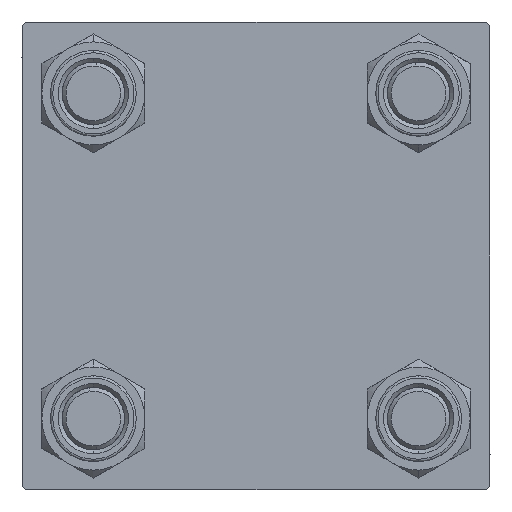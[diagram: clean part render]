
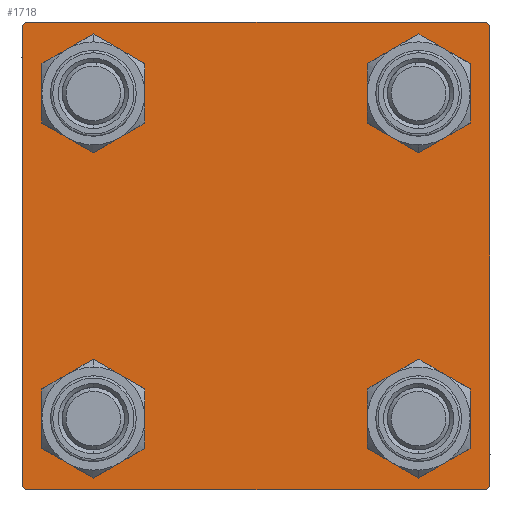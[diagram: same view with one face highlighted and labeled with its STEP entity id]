
A CAD part, left-side view. The second image highlights one B-rep face of the part: STEP entity #1718.
In plain terms, the highlighted planar face has unit normal (-1, 0, 0).
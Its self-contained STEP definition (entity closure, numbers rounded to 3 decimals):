
#84 = DIRECTION ( 'NONE',  ( 1., 0., 0. ) ) ;
#586 = LINE ( 'NONE', #12027, #43125 ) ;
#1131 = VERTEX_POINT ( 'NONE', #2388 ) ;
#1362 = EDGE_CURVE ( 'NONE', #33705, #1131, #36196, .T. ) ;
#1610 = DIRECTION ( 'NONE',  ( 0., -0.707, 0.707 ) ) ;
#1668 = VECTOR ( 'NONE', #36379, 1000. ) ;
#1718 = ADVANCED_FACE ( 'NONE', ( #31692, #27876, #43371, #8590, #31936 ), #43614, .T. ) ;
#2388 = CARTESIAN_POINT ( 'NONE',  ( 0., -20.85, 16.35 ) ) ;
#2446 = ORIENTED_EDGE ( 'NONE', *, *, #19596, .T. ) ;
#2795 = LINE ( 'NONE', #38328, #36304 ) ;
#3050 = CARTESIAN_POINT ( 'NONE',  ( 0., 20.85, 20.85 ) ) ;
#3407 = CARTESIAN_POINT ( 'NONE',  ( 0., -29.5, 30. ) ) ;
#3511 = CIRCLE ( 'NONE', #48871, 4.5 ) ;
#3737 = CIRCLE ( 'NONE', #48315, 4.5 ) ;
#3796 = DIRECTION ( 'NONE',  ( 0., 0., -1. ) ) ;
#4071 = CARTESIAN_POINT ( 'NONE',  ( 0., -30., 29.5 ) ) ;
#4138 = CARTESIAN_POINT ( 'NONE',  ( 0., -20.85, -20.85 ) ) ;
#4220 = LINE ( 'NONE', #8529, #27033 ) ;
#4610 = EDGE_CURVE ( 'NONE', #23241, #6121, #27303, .T. ) ;
#5511 = DIRECTION ( 'NONE',  ( 0., 0., 1. ) ) ;
#5993 = DIRECTION ( 'NONE',  ( 0., 0., 1. ) ) ;
#6121 = VERTEX_POINT ( 'NONE', #26349 ) ;
#6212 = EDGE_CURVE ( 'NONE', #40141, #17038, #10619, .T. ) ;
#6568 = ORIENTED_EDGE ( 'NONE', *, *, #21078, .T. ) ;
#6810 = DIRECTION ( 'NONE',  ( 0., -0.707, -0.707 ) ) ;
#6983 = CARTESIAN_POINT ( 'NONE',  ( 0., 29.5, -30. ) ) ;
#7027 = CARTESIAN_POINT ( 'NONE',  ( 0., 20.85, -20.85 ) ) ;
#7222 = CARTESIAN_POINT ( 'NONE',  ( 0., 20.85, -20.85 ) ) ;
#7465 = DIRECTION ( 'NONE',  ( 0., 0., 1. ) ) ;
#8529 = CARTESIAN_POINT ( 'NONE',  ( 0., 29.75, 29.75 ) ) ;
#8590 = FACE_BOUND ( 'NONE', #31797, .T. ) ;
#8644 = EDGE_CURVE ( 'NONE', #14339, #40141, #2795, .T. ) ;
#8754 = CARTESIAN_POINT ( 'NONE',  ( 0., -29.75, -29.75 ) ) ;
#9070 = CARTESIAN_POINT ( 'NONE',  ( 0., -20.85, 25.35 ) ) ;
#9165 = VERTEX_POINT ( 'NONE', #16817 ) ;
#9618 = ORIENTED_EDGE ( 'NONE', *, *, #8644, .T. ) ;
#10619 = LINE ( 'NONE', #41589, #12712 ) ;
#10646 = ORIENTED_EDGE ( 'NONE', *, *, #22213, .F. ) ;
#11628 = DIRECTION ( 'NONE',  ( 0., 0.707, 0.707 ) ) ;
#12027 = CARTESIAN_POINT ( 'NONE',  ( 0., -30., 30. ) ) ;
#12558 = CARTESIAN_POINT ( 'NONE',  ( 0., 30., 30. ) ) ;
#12712 = VECTOR ( 'NONE', #6810, 1000. ) ;
#13433 = VERTEX_POINT ( 'NONE', #35192 ) ;
#13777 = CARTESIAN_POINT ( 'NONE',  ( 0., -30., -29.5 ) ) ;
#14222 = DIRECTION ( 'NONE',  ( 1., 0., 0. ) ) ;
#14339 = VERTEX_POINT ( 'NONE', #27731 ) ;
#15653 = CARTESIAN_POINT ( 'NONE',  ( 0., -20.85, -25.35 ) ) ;
#15663 = AXIS2_PLACEMENT_3D ( 'NONE', #7222, #84, #7465 ) ;
#15761 = CIRCLE ( 'NONE', #49109, 4.5 ) ;
#15874 = LINE ( 'NONE', #12558, #19677 ) ;
#15951 = AXIS2_PLACEMENT_3D ( 'NONE', #37509, #21248, #5511 ) ;
#16078 = DIRECTION ( 'NONE',  ( 0., 0., -1. ) ) ;
#16817 = CARTESIAN_POINT ( 'NONE',  ( 0., 20.85, 25.35 ) ) ;
#17038 = VERTEX_POINT ( 'NONE', #6983 ) ;
#17921 = VECTOR ( 'NONE', #11628, 1000. ) ;
#18043 = CIRCLE ( 'NONE', #31040, 4.5 ) ;
#18619 = EDGE_LOOP ( 'NONE', ( #48628, #33996 ) ) ;
#18945 = ORIENTED_EDGE ( 'NONE', *, *, #43834, .T. ) ;
#19218 = DIRECTION ( 'NONE',  ( 0., 0., 1. ) ) ;
#19596 = EDGE_CURVE ( 'NONE', #17038, #13433, #40434, .T. ) ;
#19617 = DIRECTION ( 'NONE',  ( 1., 0., 0. ) ) ;
#19655 = CARTESIAN_POINT ( 'NONE',  ( 0., 20.85, -25.35 ) ) ;
#19677 = VECTOR ( 'NONE', #32097, 1000. ) ;
#19861 = DIRECTION ( 'NONE',  ( 0., 0., 1. ) ) ;
#19950 = DIRECTION ( 'NONE',  ( 1., 0., 0. ) ) ;
#20881 = CARTESIAN_POINT ( 'NONE',  ( 0., 30., -30. ) ) ;
#21078 = EDGE_CURVE ( 'NONE', #21719, #45548, #27115, .T. ) ;
#21248 = DIRECTION ( 'NONE',  ( -1., 0., 0. ) ) ;
#21429 = CARTESIAN_POINT ( 'NONE',  ( 0., 29.5, 30. ) ) ;
#21483 = CARTESIAN_POINT ( 'NONE',  ( 0., -20.85, 20.85 ) ) ;
#21568 = DIRECTION ( 'NONE',  ( 1., 0., 0. ) ) ;
#21719 = VERTEX_POINT ( 'NONE', #4071 ) ;
#22124 = VERTEX_POINT ( 'NONE', #21429 ) ;
#22213 = EDGE_CURVE ( 'NONE', #21719, #24585, #586, .T. ) ;
#22228 = ORIENTED_EDGE ( 'NONE', *, *, #32155, .T. ) ;
#22535 = CARTESIAN_POINT ( 'NONE',  ( 0., 20.85, 20.85 ) ) ;
#22948 = VECTOR ( 'NONE', #1610, 1000. ) ;
#23241 = VERTEX_POINT ( 'NONE', #15653 ) ;
#23992 = ORIENTED_EDGE ( 'NONE', *, *, #32710, .T. ) ;
#24585 = VERTEX_POINT ( 'NONE', #13777 ) ;
#24791 = EDGE_CURVE ( 'NONE', #1131, #33705, #3511, .T. ) ;
#25357 = CIRCLE ( 'NONE', #15663, 4.5 ) ;
#25368 = CARTESIAN_POINT ( 'NONE',  ( 0., -20.85, 20.85 ) ) ;
#26054 = DIRECTION ( 'NONE',  ( 1., 0., 0. ) ) ;
#26095 = EDGE_CURVE ( 'NONE', #22124, #14339, #4220, .T. ) ;
#26349 = CARTESIAN_POINT ( 'NONE',  ( 0., -20.85, -16.35 ) ) ;
#27033 = VECTOR ( 'NONE', #39004, 1000. ) ;
#27115 = LINE ( 'NONE', #42351, #17921 ) ;
#27303 = CIRCLE ( 'NONE', #27410, 4.5 ) ;
#27410 = AXIS2_PLACEMENT_3D ( 'NONE', #4138, #19617, #19861 ) ;
#27731 = CARTESIAN_POINT ( 'NONE',  ( 0., 30., 29.5 ) ) ;
#27876 = FACE_BOUND ( 'NONE', #18619, .T. ) ;
#28677 = CARTESIAN_POINT ( 'NONE',  ( 0., -20.85, -20.85 ) ) ;
#28828 = VERTEX_POINT ( 'NONE', #39473 ) ;
#28928 = DIRECTION ( 'NONE',  ( 0., 0., 1. ) ) ;
#29361 = ORIENTED_EDGE ( 'NONE', *, *, #32507, .T. ) ;
#29967 = DIRECTION ( 'NONE',  ( 0., 0., 1. ) ) ;
#31040 = AXIS2_PLACEMENT_3D ( 'NONE', #7027, #26054, #5993 ) ;
#31692 = FACE_BOUND ( 'NONE', #33296, .T. ) ;
#31797 = EDGE_LOOP ( 'NONE', ( #18945, #33982 ) ) ;
#31936 = FACE_OUTER_BOUND ( 'NONE', #35366, .T. ) ;
#32097 = DIRECTION ( 'NONE',  ( 0., -1., 0. ) ) ;
#32155 = EDGE_CURVE ( 'NONE', #37976, #28828, #18043, .T. ) ;
#32368 = EDGE_CURVE ( 'NONE', #22124, #45548, #15874, .T. ) ;
#32507 = EDGE_CURVE ( 'NONE', #13433, #24585, #36655, .T. ) ;
#32710 = EDGE_CURVE ( 'NONE', #28828, #37976, #25357, .T. ) ;
#32751 = AXIS2_PLACEMENT_3D ( 'NONE', #3050, #14222, #29967 ) ;
#33257 = DIRECTION ( 'NONE',  ( 1., 0., 0. ) ) ;
#33296 = EDGE_LOOP ( 'NONE', ( #47860, #35501 ) ) ;
#33705 = VERTEX_POINT ( 'NONE', #9070 ) ;
#33982 = ORIENTED_EDGE ( 'NONE', *, *, #35709, .T. ) ;
#33996 = ORIENTED_EDGE ( 'NONE', *, *, #4610, .T. ) ;
#34432 = ORIENTED_EDGE ( 'NONE', *, *, #26095, .T. ) ;
#34570 = CARTESIAN_POINT ( 'NONE',  ( 0., 20.85, 16.35 ) ) ;
#35192 = CARTESIAN_POINT ( 'NONE',  ( 0., -29.5, -30. ) ) ;
#35366 = EDGE_LOOP ( 'NONE', ( #9618, #48142, #2446, #29361, #10646, #6568, #42873, #34432 ) ) ;
#35501 = ORIENTED_EDGE ( 'NONE', *, *, #24791, .T. ) ;
#35709 = EDGE_CURVE ( 'NONE', #45919, #9165, #41695, .T. ) ;
#36196 = CIRCLE ( 'NONE', #37003, 4.5 ) ;
#36304 = VECTOR ( 'NONE', #3796, 1000. ) ;
#36379 = DIRECTION ( 'NONE',  ( 0., -1., 0. ) ) ;
#36655 = LINE ( 'NONE', #8754, #22948 ) ;
#37003 = AXIS2_PLACEMENT_3D ( 'NONE', #25368, #33257, #28928 ) ;
#37509 = CARTESIAN_POINT ( 'NONE',  ( 0., 0., 0. ) ) ;
#37976 = VERTEX_POINT ( 'NONE', #19655 ) ;
#38328 = CARTESIAN_POINT ( 'NONE',  ( 0., 30., 30. ) ) ;
#39004 = DIRECTION ( 'NONE',  ( 0., 0.707, -0.707 ) ) ;
#39473 = CARTESIAN_POINT ( 'NONE',  ( 0., 20.85, -16.35 ) ) ;
#39837 = EDGE_CURVE ( 'NONE', #6121, #23241, #15761, .T. ) ;
#40141 = VERTEX_POINT ( 'NONE', #48672 ) ;
#40434 = LINE ( 'NONE', #20881, #1668 ) ;
#40528 = DIRECTION ( 'NONE',  ( 1., 0., 0. ) ) ;
#41589 = CARTESIAN_POINT ( 'NONE',  ( 0., 29.75, -29.75 ) ) ;
#41695 = CIRCLE ( 'NONE', #32751, 4.5 ) ;
#42351 = CARTESIAN_POINT ( 'NONE',  ( 0., -29.75, 29.75 ) ) ;
#42873 = ORIENTED_EDGE ( 'NONE', *, *, #32368, .F. ) ;
#43125 = VECTOR ( 'NONE', #16078, 1000. ) ;
#43371 = FACE_BOUND ( 'NONE', #44978, .T. ) ;
#43614 = PLANE ( 'NONE',  #15951 ) ;
#43834 = EDGE_CURVE ( 'NONE', #9165, #45919, #3737, .T. ) ;
#44426 = DIRECTION ( 'NONE',  ( 0., 0., 1. ) ) ;
#44978 = EDGE_LOOP ( 'NONE', ( #23992, #22228 ) ) ;
#45548 = VERTEX_POINT ( 'NONE', #3407 ) ;
#45919 = VERTEX_POINT ( 'NONE', #34570 ) ;
#47860 = ORIENTED_EDGE ( 'NONE', *, *, #1362, .T. ) ;
#47880 = DIRECTION ( 'NONE',  ( 0., 0., 1. ) ) ;
#48142 = ORIENTED_EDGE ( 'NONE', *, *, #6212, .T. ) ;
#48315 = AXIS2_PLACEMENT_3D ( 'NONE', #22535, #19950, #19218 ) ;
#48628 = ORIENTED_EDGE ( 'NONE', *, *, #39837, .T. ) ;
#48672 = CARTESIAN_POINT ( 'NONE',  ( 0., 30., -29.5 ) ) ;
#48871 = AXIS2_PLACEMENT_3D ( 'NONE', #21483, #40528, #47880 ) ;
#49109 = AXIS2_PLACEMENT_3D ( 'NONE', #28677, #21568, #44426 ) ;
